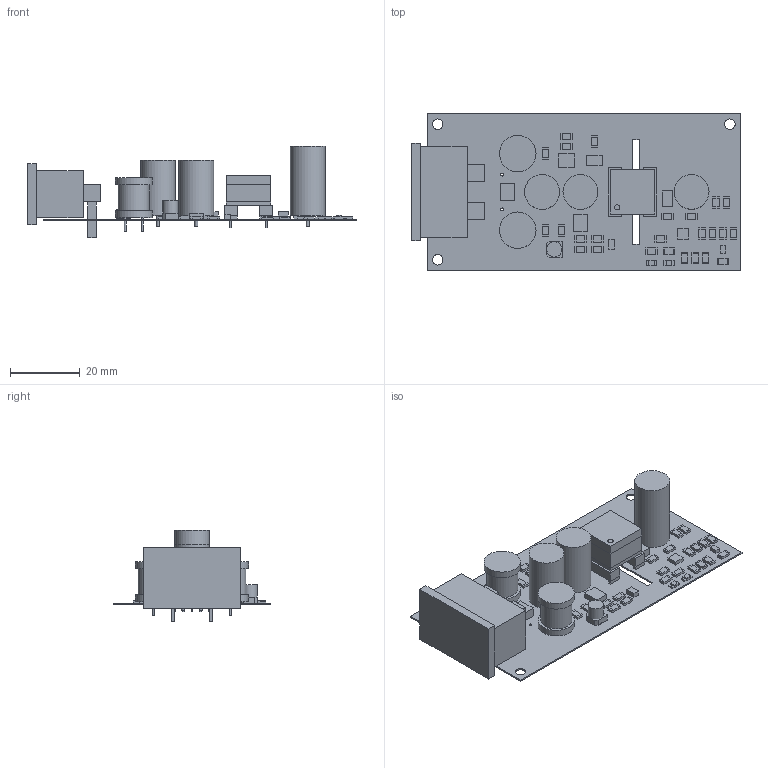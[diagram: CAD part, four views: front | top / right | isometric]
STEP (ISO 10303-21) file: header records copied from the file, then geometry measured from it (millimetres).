
FILE_DESCRIPTION(('Open CASCADE Model'),'2;1');
FILE_NAME('Open CASCADE Shape Model','2015-06-01T16:31:28',('Author'),( 'Open CASCADE'),'Open CASCADE STEP processor 6.5','Open CASCADE 6.5' ,'Unknown');
FILE_SCHEMA(('AUTOMOTIVE_DESIGN { 1 0 10303 214 1 1 1 1 }'));
Length unit declared in the file: millimetre
Products named in the file (117): PCB; Board; R10; 570083984; Extruded; 570083856; R9; 570081168; 570084624; R8; R7; R6; R5; R4; R3; R2; R1; L2; 635467784; Cylinder; 635467904; 635468024; 635468144; L1; D5; 570082064; D4; 570082448; D3; 570081936; D2; 570084880; C8; C7; 635467304; 635467424; C6; C5; C4; 570085904 ...
Assembly tree (218 placements, depth 4):
  PCB
    Board
    R10
      570083984  x2
        Extruded
      570083856
        Extruded
    R9
      570081168  x2
        Extruded
      570084624
        Extruded
    R8
      570081168  x2
        Extruded
      570084624
        Extruded
    R7
      570081168  x2
        Extruded
      570084624
        Extruded
    R6
      570081168  x2
        Extruded
      570084624
        Extruded
    R5
      570083984  x2
        Extruded
      570083856
        Extruded
    R4
      570081168  x2
        Extruded
      570084624
        Extruded
    R3
      570083984  x2
        Extruded
      570083856
        Extruded
    R2
      570083984  x2
        Extruded
      570083856
        Extruded
    R1
      570083984  x2
        Extruded
      570083856
        Extruded
    L2
      635467784  x2
        Cylinder
      635467904
        Cylinder
      635468024
        Cylinder
      635468144
Bounding box: 94.5 x 45 x 26.3 mm (x, y, z)
Volume: 15865.5 mm3; surface area: 18512.8 mm2
Topology: 139 solids, 139 shells, 810 faces, 1594 edges, 1060 vertices
Faces by surface type: plane 762, cylinder 48
Full cylindrical faces by diameter (mm): 0.6 x4, 0.8 x8, 1 x10, 1.2 x10, 1.5 x1, 3 x5, 4.4 x1, 9 x2, 10 x3, 10.5 x4
Entity records: 15622 total; most frequent: CARTESIAN_POINT 2631, DIRECTION 2287, LINE 1239, VECTOR 1239, ORIENTED_EDGE 942, PCURVE 938, DEFINITIONAL_REPRESENTATION 938, AXIS2_PLACEMENT_3D 524
